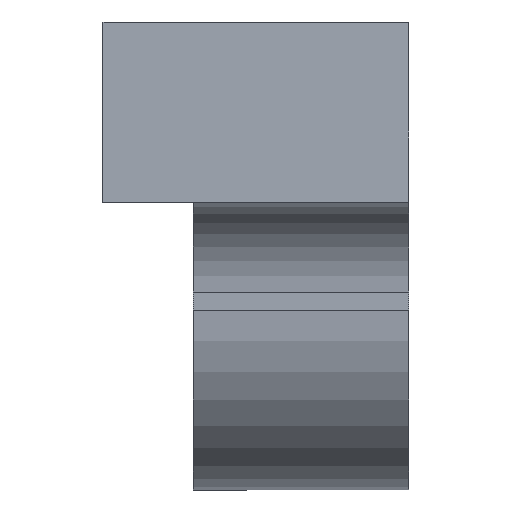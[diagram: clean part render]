
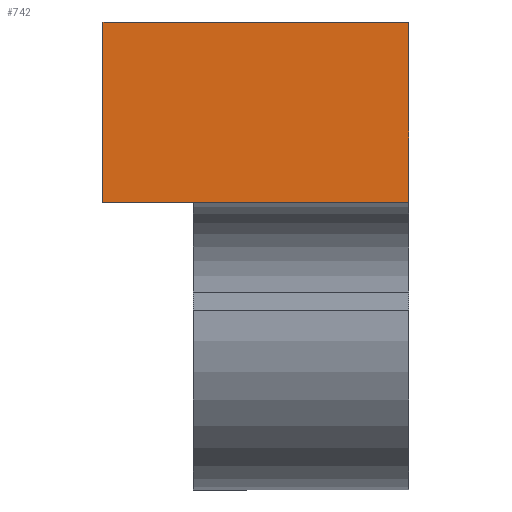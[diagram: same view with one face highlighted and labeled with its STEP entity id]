
A CAD part, left-side view. The second image highlights one B-rep face of the part: STEP entity #742.
In plain terms, the highlighted planar face has unit normal (-1, 0, 0).
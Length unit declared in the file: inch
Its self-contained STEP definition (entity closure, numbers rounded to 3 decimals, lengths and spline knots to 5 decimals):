
#49 = CARTESIAN_POINT ( 'NONE',  ( -0.84, 0., 0.125 ) ) ;
#73 = DIRECTION ( 'NONE',  ( 0., -1., 0. ) ) ;
#80 = VERTEX_POINT ( 'NONE', #183 ) ;
#95 = ORIENTED_EDGE ( 'NONE', *, *, #339, .T. ) ;
#120 = ORIENTED_EDGE ( 'NONE', *, *, #221, .T. ) ;
#125 = VERTEX_POINT ( 'NONE', #341 ) ;
#126 = CARTESIAN_POINT ( 'NONE',  ( -0.84, 0., 0.125 ) ) ;
#130 = PLANE ( 'NONE',  #584 ) ;
#183 = CARTESIAN_POINT ( 'NONE',  ( -0.84, 0.425, -0.125 ) ) ;
#185 = EDGE_LOOP ( 'NONE', ( #95, #585, #466, #120 ) ) ;
#191 = DIRECTION ( 'NONE',  ( 1., 0., 0. ) ) ;
#204 = VECTOR ( 'NONE', #746, 39.37008 ) ;
#221 = EDGE_CURVE ( 'NONE', #80, #786, #653, .T. ) ;
#248 = CARTESIAN_POINT ( 'NONE',  ( -0.84, 0.3, 0.125 ) ) ;
#260 = VECTOR ( 'NONE', #751, 39.37008 ) ;
#300 = VECTOR ( 'NONE', #567, 39.37008 ) ;
#303 = CARTESIAN_POINT ( 'NONE',  ( -0.84, 0.3, 0.125 ) ) ;
#339 = EDGE_CURVE ( 'NONE', #786, #477, #552, .T. ) ;
#341 = CARTESIAN_POINT ( 'NONE',  ( -0.84, 0.425, 0.125 ) ) ;
#377 = CARTESIAN_POINT ( 'NONE',  ( -0.84, 0., -0.125 ) ) ;
#382 = EDGE_CURVE ( 'NONE', #80, #125, #670, .T. ) ;
#396 = EDGE_CURVE ( 'NONE', #125, #477, #749, .T. ) ;
#466 = ORIENTED_EDGE ( 'NONE', *, *, #382, .F. ) ;
#477 = VERTEX_POINT ( 'NONE', #49 ) ;
#552 = LINE ( 'NONE', #126, #260 ) ;
#556 = CARTESIAN_POINT ( 'NONE',  ( -0.84, 0.425, 0.125 ) ) ;
#567 = DIRECTION ( 'NONE',  ( 0., -1., 0. ) ) ;
#584 = AXIS2_PLACEMENT_3D ( 'NONE', #248, #191, #634 ) ;
#585 = ORIENTED_EDGE ( 'NONE', *, *, #396, .F. ) ;
#634 = DIRECTION ( 'NONE',  ( 0., 0., -1. ) ) ;
#653 = LINE ( 'NONE', #679, #300 ) ;
#657 = FACE_OUTER_BOUND ( 'NONE', #185, .T. ) ;
#670 = LINE ( 'NONE', #556, #204 ) ;
#679 = CARTESIAN_POINT ( 'NONE',  ( -0.84, 0.3, -0.125 ) ) ;
#702 = VECTOR ( 'NONE', #73, 39.37008 ) ;
#742 = ADVANCED_FACE ( 'NONE', ( #657 ), #130, .F. ) ;
#746 = DIRECTION ( 'NONE',  ( 0., 0., 1. ) ) ;
#749 = LINE ( 'NONE', #303, #702 ) ;
#751 = DIRECTION ( 'NONE',  ( 0., 0., 1. ) ) ;
#786 = VERTEX_POINT ( 'NONE', #377 ) ;
